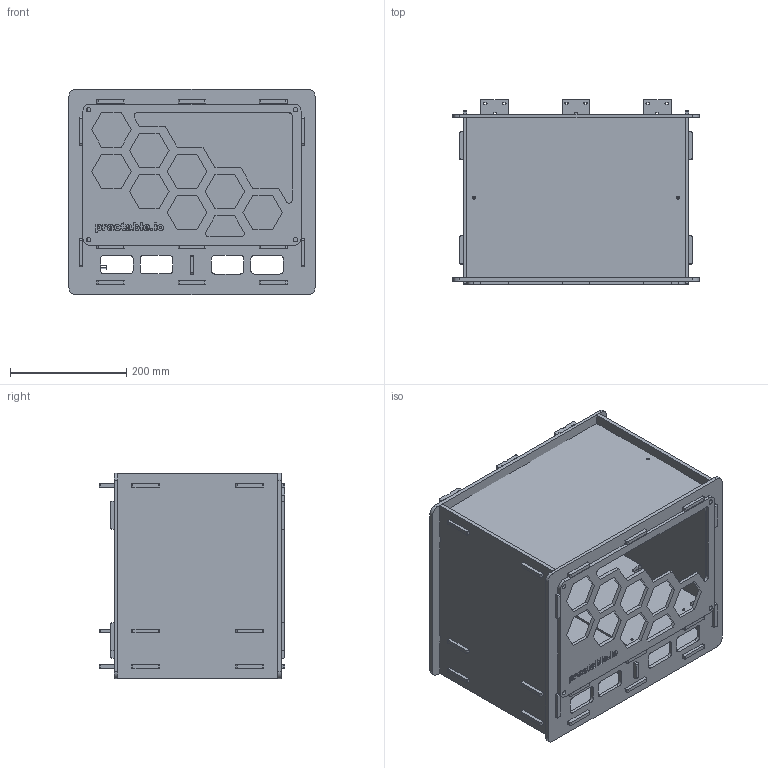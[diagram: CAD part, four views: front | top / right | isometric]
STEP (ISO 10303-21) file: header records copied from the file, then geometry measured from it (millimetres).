
FILE_DESCRIPTION(/* description */ (''),/* implementation_level */ '2;1');
FILE_NAME(/* name */ 'RemoteLabBox.step',/* time_stamp */ '2021-11-18T12:10:42+00:00',/* author */ (''),/* organization */ (''),/* preprocessor_version */ 'ST-DEVELOPER v18.1',/* originating_system */ 'Autodesk Translation Framework v10.10.0.1391',/* authorisation */ '');
FILE_SCHEMA (('AUTOMOTIVE_DESIGN { 1 0 10303 214 3 1 1 }'));
Length unit declared in the file: millimetre
Products named in the file (10): Remote lab box assembly with pendulem; Floor; Front; Underfloor divider; Back; Facia; Side; Roof/Base; False floor; Light bar
Assembly tree (12 placements, depth 2):
  Remote lab box assembly with pendulem
    Floor
    Side  x2
    Roof/Base  x2
    False floor  x2
    Front
    Underfloor divider
    Back
    Facia
    Light bar
Bounding box: 423 x 319 x 353 mm (x, y, z)
Volume: 5022083.1 mm3; surface area: 1859008.5 mm2
Topology: 18 solids, 18 shells, 1268 faces, 3627 edges, 2414 vertices
Faces by surface type: plane 746, cylinder 345, bspline 167, torus 6, cone 4
Full cylindrical faces by diameter (mm): 2.5 x8, 2.529 x6, 4 x8, 7.5 x4, 8 x4
Entity records: 36305 total; most frequent: CARTESIAN_POINT 8927, ORIENTED_EDGE 5962, DIRECTION 4999, EDGE_CURVE 2981, LINE 2107, VECTOR 2107, VERTEX_POINT 1984, AXIS2_PLACEMENT_3D 1446
